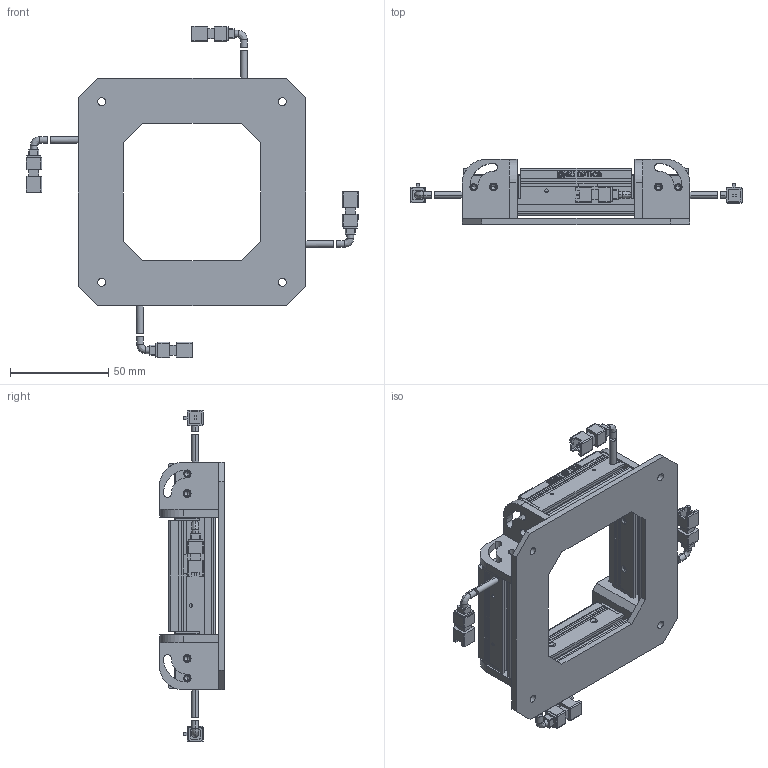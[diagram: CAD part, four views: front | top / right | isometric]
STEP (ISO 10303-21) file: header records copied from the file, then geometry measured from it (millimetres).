
FILE_DESCRIPTION (( 'STEP AP214' ), '1' );
FILE_NAME ('660300-R.STEP', '2019-03-13T02:31:34', ( 'user' ), ( '微软中国' ), 'SwSTEP 2.0', 'SolidWorks 2016', '' );
FILE_SCHEMA (( 'AUTOMOTIVE_DESIGN' ));
Length unit declared in the file: millimetre
Products named in the file (1): 660300-R
Bounding box: 169 x 33 x 169 mm (x, y, z)
Volume: 124948.8 mm3; surface area: 109545.1 mm2
Topology: 33 solids, 33 shells, 2177 faces, 5707 edges, 3606 vertices
Faces by surface type: plane 984, cylinder 848, bspline 193, cone 152
Entity records: 82378 total; most frequent: CARTESIAN_POINT 14444, DIRECTION 11175, ORIENTED_EDGE 10726, EDGE_CURVE 5363, AXIS2_PLACEMENT_3D 3961, VERTEX_POINT 3606, LINE 3253, VECTOR 3253
